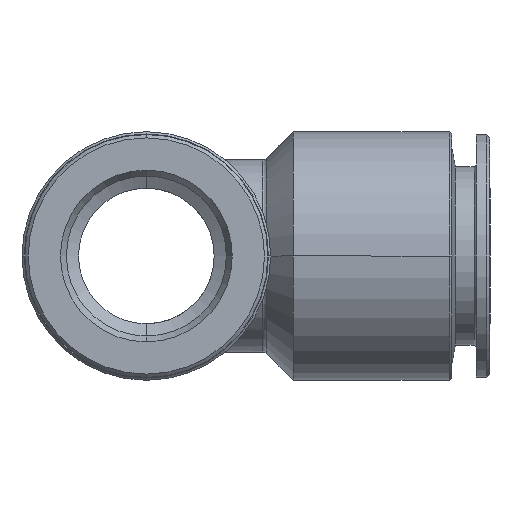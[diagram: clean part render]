
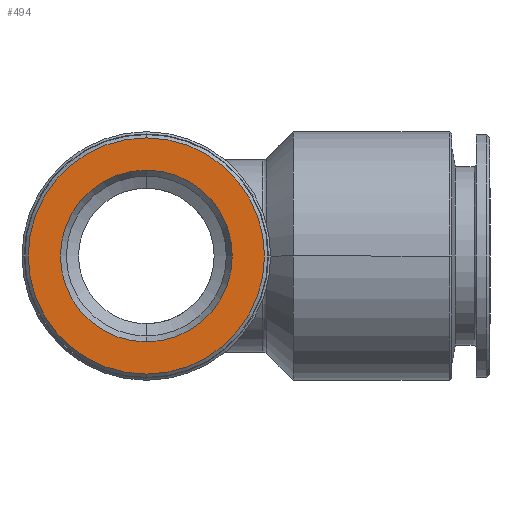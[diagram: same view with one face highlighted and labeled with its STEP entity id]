
A CAD part, left-side view. The second image highlights one B-rep face of the part: STEP entity #494.
In plain terms, the highlighted planar face has unit normal (-1, 0, 0).
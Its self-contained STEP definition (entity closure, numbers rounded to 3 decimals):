
#479 = EDGE_LOOP ( 'NONE', ( #506, #514 ) ) ;
#480 = ORIENTED_EDGE ( 'NONE', *, *, #1538, .F. ) ;
#494 = ADVANCED_FACE ( 'NONE', ( #2658, #2649 ), #2657, .T. ) ;
#504 = ORIENTED_EDGE ( 'NONE', *, *, #513, .F. ) ;
#505 = EDGE_CURVE ( 'NONE', #1579, #1439, #2661, .T. ) ;
#506 = ORIENTED_EDGE ( 'NONE', *, *, #1578, .T. ) ;
#508 = EDGE_LOOP ( 'NONE', ( #480, #504 ) ) ;
#513 = EDGE_CURVE ( 'NONE', #1541, #1539, #2660, .T. ) ;
#514 = ORIENTED_EDGE ( 'NONE', *, *, #505, .T. ) ;
#1439 = VERTEX_POINT ( 'NONE', #1946 ) ;
#1538 = EDGE_CURVE ( 'NONE', #1539, #1541, #2138, .T. ) ;
#1539 = VERTEX_POINT ( 'NONE', #2150 ) ;
#1541 = VERTEX_POINT ( 'NONE', #2131 ) ;
#1578 = EDGE_CURVE ( 'NONE', #1439, #1579, #2195, .T. ) ;
#1579 = VERTEX_POINT ( 'NONE', #2199 ) ;
#1946 = CARTESIAN_POINT ( 'NONE',  ( -30.4, 0., 7.6 ) ) ;
#2130 = DIRECTION ( 'NONE',  ( 1., 0., 0. ) ) ;
#2131 = CARTESIAN_POINT ( 'NONE',  ( -30.4, 0., 10.45 ) ) ;
#2136 = DIRECTION ( 'NONE',  ( 0., 0., -1. ) ) ;
#2138 = CIRCLE ( 'NONE', #2145, 10.45 ) ;
#2139 = CARTESIAN_POINT ( 'NONE',  ( -30.4, 0., 0. ) ) ;
#2145 = AXIS2_PLACEMENT_3D ( 'NONE', #2139, #2130, #2136 ) ;
#2150 = CARTESIAN_POINT ( 'NONE',  ( -30.4, 0., -10.45 ) ) ;
#2188 = DIRECTION ( 'NONE',  ( 0., 0., -1. ) ) ;
#2195 = CIRCLE ( 'NONE', #2198, 7.6 ) ;
#2197 = DIRECTION ( 'NONE',  ( 1., 0., 0. ) ) ;
#2198 = AXIS2_PLACEMENT_3D ( 'NONE', #2205, #2197, #2188 ) ;
#2199 = CARTESIAN_POINT ( 'NONE',  ( -30.4, 0., -7.6 ) ) ;
#2205 = CARTESIAN_POINT ( 'NONE',  ( -30.4, 0., 0. ) ) ;
#2642 = DIRECTION ( 'NONE',  ( 0., 0., 1. ) ) ;
#2646 = CARTESIAN_POINT ( 'NONE',  ( -30.4, 10.45, 0. ) ) ;
#2649 = FACE_OUTER_BOUND ( 'NONE', #508, .T. ) ;
#2650 = DIRECTION ( 'NONE',  ( -1., 0., 0. ) ) ;
#2651 = AXIS2_PLACEMENT_3D ( 'NONE', #2646, #2650, #2642 ) ;
#2657 = PLANE ( 'NONE',  #2651 ) ;
#2658 = FACE_BOUND ( 'NONE', #479, .T. ) ;
#2659 = DIRECTION ( 'NONE',  ( 0., 0., -1. ) ) ;
#2660 = CIRCLE ( 'NONE', #2679, 10.45 ) ;
#2661 = CIRCLE ( 'NONE', #2677, 7.6 ) ;
#2664 = DIRECTION ( 'NONE',  ( 1., 0., 0. ) ) ;
#2665 = CARTESIAN_POINT ( 'NONE',  ( -30.4, 0., 0. ) ) ;
#2667 = DIRECTION ( 'NONE',  ( 0., 0., -1. ) ) ;
#2675 = DIRECTION ( 'NONE',  ( 1., 0., 0. ) ) ;
#2676 = CARTESIAN_POINT ( 'NONE',  ( -30.4, 0., 0. ) ) ;
#2677 = AXIS2_PLACEMENT_3D ( 'NONE', #2676, #2675, #2659 ) ;
#2679 = AXIS2_PLACEMENT_3D ( 'NONE', #2665, #2664, #2667 ) ;
